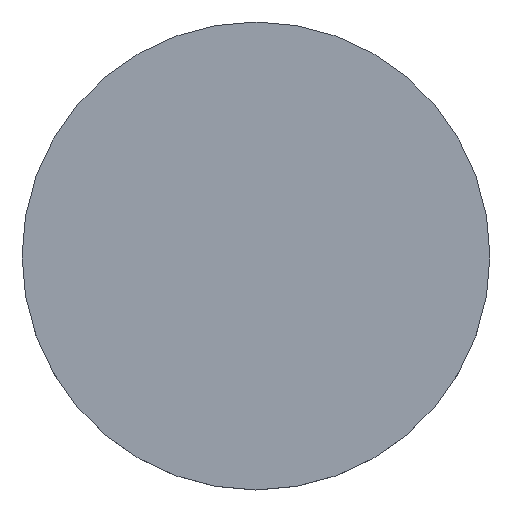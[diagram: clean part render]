
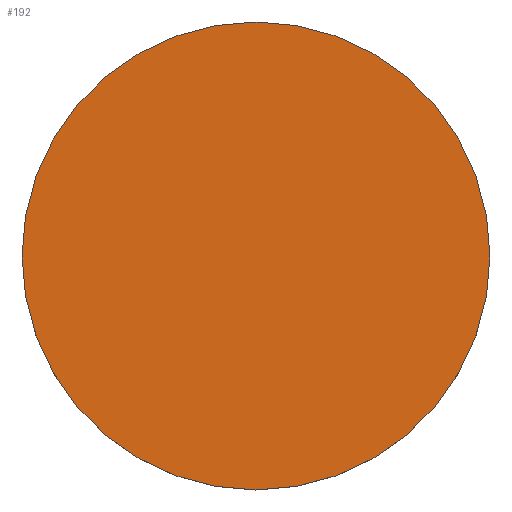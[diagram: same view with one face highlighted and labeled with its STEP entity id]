
A CAD part, top view. The second image highlights one B-rep face of the part: STEP entity #192.
In plain terms, the highlighted planar face has unit normal (0, 0, 1).
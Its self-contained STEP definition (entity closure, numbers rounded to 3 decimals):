
#34 = PLANE ( 'NONE',  #204 ) ;
#38 = ORIENTED_EDGE ( 'NONE', *, *, #66, .F. ) ;
#40 = AXIS2_PLACEMENT_3D ( 'NONE', #101, #104, #215 ) ;
#48 = VERTEX_POINT ( 'NONE', #61 ) ;
#55 = CARTESIAN_POINT ( 'NONE',  ( 0., 0., 4.5 ) ) ;
#61 = CARTESIAN_POINT ( 'NONE',  ( 12.7, 0., 4.5 ) ) ;
#66 = EDGE_CURVE ( 'NONE', #48, #164, #184, .T. ) ;
#67 = CARTESIAN_POINT ( 'NONE',  ( 0., 26.112, 4.5 ) ) ;
#92 = DIRECTION ( 'NONE',  ( 1., 0., 0. ) ) ;
#101 = CARTESIAN_POINT ( 'NONE',  ( 0., 0., 4.5 ) ) ;
#104 = DIRECTION ( 'NONE',  ( 0., 0., -1. ) ) ;
#111 = DIRECTION ( 'NONE',  ( 0., 0., -1. ) ) ;
#112 = FACE_OUTER_BOUND ( 'NONE', #229, .T. ) ;
#122 = ORIENTED_EDGE ( 'NONE', *, *, #206, .F. ) ;
#164 = VERTEX_POINT ( 'NONE', #218 ) ;
#184 = CIRCLE ( 'NONE', #40, 12.7 ) ;
#192 = ADVANCED_FACE ( 'NONE', ( #112 ), #34, .T. ) ;
#203 = DIRECTION ( 'NONE',  ( 0., 0., 1. ) ) ;
#204 = AXIS2_PLACEMENT_3D ( 'NONE', #67, #203, #205 ) ;
#205 = DIRECTION ( 'NONE',  ( 1., 0., 0. ) ) ;
#206 = EDGE_CURVE ( 'NONE', #164, #48, #210, .T. ) ;
#210 = CIRCLE ( 'NONE', #214, 12.7 ) ;
#214 = AXIS2_PLACEMENT_3D ( 'NONE', #55, #111, #92 ) ;
#215 = DIRECTION ( 'NONE',  ( 1., 0., 0. ) ) ;
#218 = CARTESIAN_POINT ( 'NONE',  ( -12.7, 0., 4.5 ) ) ;
#229 = EDGE_LOOP ( 'NONE', ( #38, #122 ) ) ;
